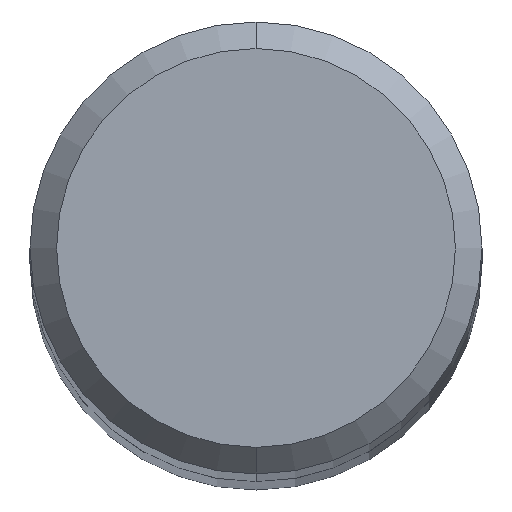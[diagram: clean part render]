
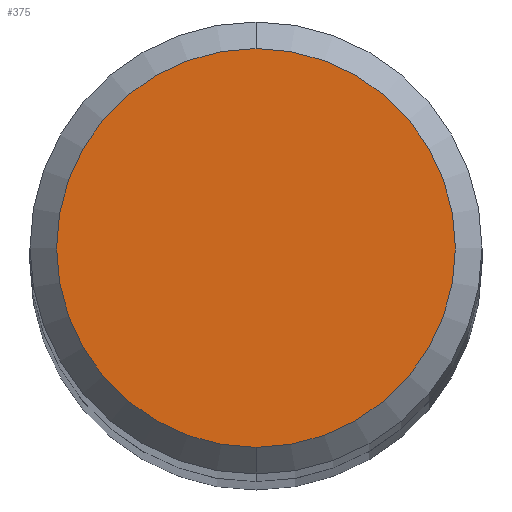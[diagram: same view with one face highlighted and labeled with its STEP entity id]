
A CAD part, top view. The second image highlights one B-rep face of the part: STEP entity #375.
In plain terms, the highlighted planar face has unit normal (0, 0, 1).
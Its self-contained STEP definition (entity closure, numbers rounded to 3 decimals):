
#179=VERTEX_POINT('',#456);
#187=EDGE_CURVE('',#397,#179,#464,.T.);
#231=EDGE_CURVE('',#179,#397,#512,.T.);
#375=ADVANCED_FACE('',(#670),#671,.T.);
#397=VERTEX_POINT('',#696);
#456=CARTESIAN_POINT('',(0.0,3.0,0.0));
#464=CIRCLE('',#779,3.0);
#512=CIRCLE('',#940,3.0);
#670=FACE_OUTER_BOUND('',#1215,.T.);
#671=PLANE('',#1216);
#696=CARTESIAN_POINT('',(0.,-3.0,0.0));
#779=AXIS2_PLACEMENT_3D('',#1333,#1334,#1335);
#940=AXIS2_PLACEMENT_3D('',#1385,#1386,#1387);
#1215=EDGE_LOOP('',(#1564,#1565));
#1216=AXIS2_PLACEMENT_3D('',#1566,#1567,#1568);
#1333=CARTESIAN_POINT('',(0.0,0.0,0.0));
#1334=DIRECTION('',(0.0,0.0,-1.0));
#1335=DIRECTION('',(0.0,1.0,0.0));
#1385=CARTESIAN_POINT('',(0.0,0.0,0.0));
#1386=DIRECTION('',(0.0,0.0,-1.0));
#1387=DIRECTION('',(0.0,1.0,0.0));
#1564=ORIENTED_EDGE('',*,*,#231,.F.);
#1565=ORIENTED_EDGE('',*,*,#187,.F.);
#1566=CARTESIAN_POINT('',(0.0,1.5,0.0));
#1567=DIRECTION('',(-0.0,0.0,1.0));
#1568=DIRECTION('',(0.0,-1.0,0.0));
